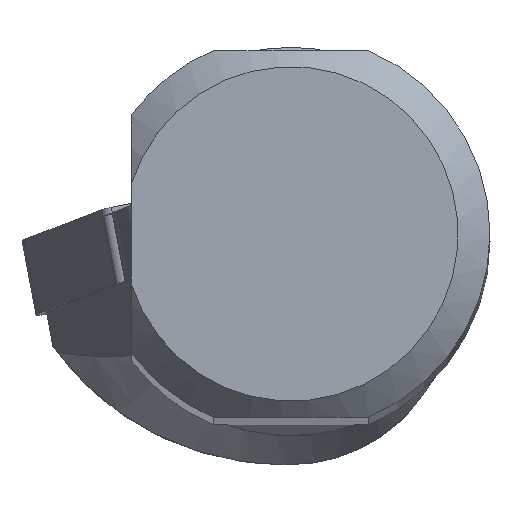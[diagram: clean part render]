
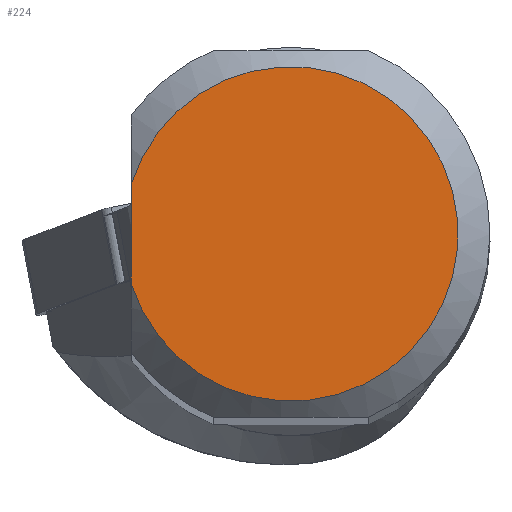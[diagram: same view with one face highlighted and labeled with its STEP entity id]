
A CAD part, top view. The second image highlights one B-rep face of the part: STEP entity #224.
In plain terms, the highlighted planar face has unit normal (0, 0, 1).
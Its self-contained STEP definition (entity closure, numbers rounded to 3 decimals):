
#167=FACE_OUTER_BOUND('',#475,.T.);
#224=ADVANCED_FACE('CU_SU_BP3',(#167),#268,.F.);
#268=PLANE('',#1278);
#328=LINE('',#1981,#403);
#403=VECTOR('',#1489,1.);
#475=EDGE_LOOP('',(#685,#686));
#685=ORIENTED_EDGE('',*,*,#1034,.T.);
#686=ORIENTED_EDGE('',*,*,#1013,.T.);
#893=VERTEX_POINT('',#1980);
#894=VERTEX_POINT('',#1982);
#1013=EDGE_CURVE('',#894,#893,#328,.T.);
#1034=EDGE_CURVE('',#893,#894,#1106,.T.);
#1106=CIRCLE('',#1273,10.491);
#1273=AXIS2_PLACEMENT_3D('',#2040,#1526,#1527);
#1278=AXIS2_PLACEMENT_3D('',#2073,#1536,#1537);
#1489=DIRECTION('',(0.,-1.,0.));
#1526=DIRECTION('',(0.,0.,1.));
#1527=DIRECTION('',(-0.983,-0.185,0.));
#1536=DIRECTION('',(0.,0.,-1.));
#1537=DIRECTION('',(-0.983,-0.185,0.));
#1980=CARTESIAN_POINT('',(-10.009,-3.145,0.));
#1981=CARTESIAN_POINT('',(-10.009,11.5,0.));
#1982=CARTESIAN_POINT('',(-10.009,3.145,0.));
#2040=CARTESIAN_POINT('',(0.,0.,
0.));
#2073=CARTESIAN_POINT('',(-12.491,0.,0.));
